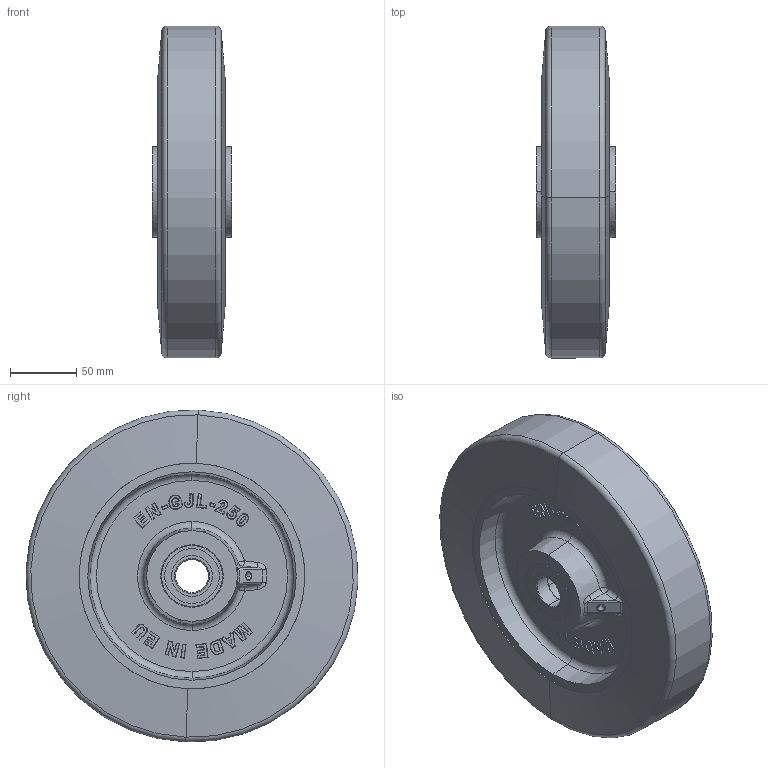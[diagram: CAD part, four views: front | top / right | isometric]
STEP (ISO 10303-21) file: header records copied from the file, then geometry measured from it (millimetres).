
FILE_DESCRIPTION (( 'STEP AP214' ), '1' );
FILE_NAME ('0016124.step', '2023-06-20T11:03:53', ( '' ), ( '' ), 'SwSTEP 2.0', 'SolidWorks 2020', '' );
FILE_SCHEMA (( 'AUTOMOTIVE_DESIGN' ));
Length unit declared in the file: millimetre
Products named in the file (1): 0016124
Bounding box: 60 x 249.83 x 249.83 mm (x, y, z)
Volume: 1777729.8 mm3; surface area: 247777.5 mm2
Topology: 13 solids, 13 shells, 463 faces, 1075 edges, 689 vertices
Faces by surface type: plane 254, cylinder 76, bspline 62, torus 51, cone 20
Entity records: 33473 total; most frequent: CARTESIAN_POINT 17904, ORIENTED_EDGE 2146, DIRECTION 1993, EDGE_CURVE 1073, VERTEX_POINT 689, AXIS2_PLACEMENT_3D 679, LINE 635, VECTOR 635
